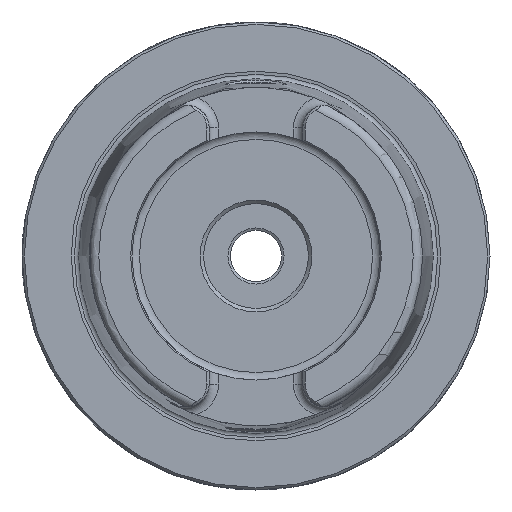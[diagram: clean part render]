
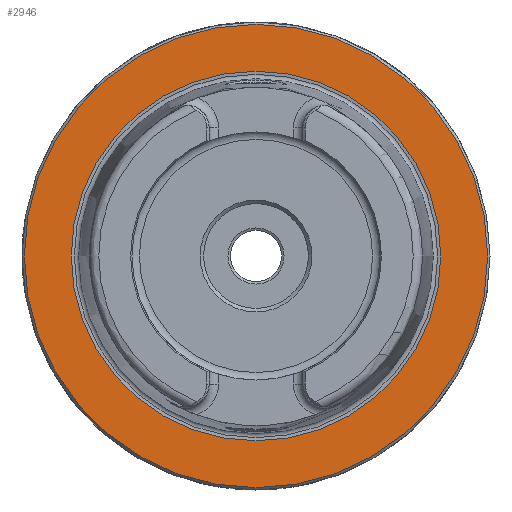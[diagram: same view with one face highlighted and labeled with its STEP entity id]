
A CAD part, left-side view. The second image highlights one B-rep face of the part: STEP entity #2946.
In plain terms, the highlighted planar face has unit normal (-1, 0, 0).
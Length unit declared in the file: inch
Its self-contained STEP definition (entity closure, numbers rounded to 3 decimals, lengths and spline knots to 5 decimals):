
#86=FACE_BOUND('',#516,.T.);
#242=PLANE('',#3190);
#348=FACE_OUTER_BOUND('',#515,.T.);
#515=EDGE_LOOP('',(#2286));
#516=EDGE_LOOP('',(#2287,#2288));
#975=CIRCLE('',#3189,1.94882);
#976=CIRCLE('',#3191,1.55442);
#977=CIRCLE('',#3192,1.55442);
#1270=VERTEX_POINT('',#6143);
#1271=VERTEX_POINT('',#6147);
#1272=VERTEX_POINT('',#6148);
#1641=EDGE_CURVE('',#1270,#1270,#975,.T.);
#1642=EDGE_CURVE('',#1271,#1272,#976,.T.);
#1643=EDGE_CURVE('',#1272,#1271,#977,.T.);
#2286=ORIENTED_EDGE('',*,*,#1641,.F.);
#2287=ORIENTED_EDGE('',*,*,#1642,.T.);
#2288=ORIENTED_EDGE('',*,*,#1643,.T.);
#2946=ADVANCED_FACE('',(#348,#86),#242,.T.);
#3189=AXIS2_PLACEMENT_3D('',#6145,#3753,#3754);
#3190=AXIS2_PLACEMENT_3D('',#6146,#3755,#3756);
#3191=AXIS2_PLACEMENT_3D('',#6149,#3757,#3758);
#3192=AXIS2_PLACEMENT_3D('',#6150,#3759,#3760);
#3753=DIRECTION('center_axis',(1.,0.,0.));
#3754=DIRECTION('ref_axis',(0.,-1.,0.));
#3755=DIRECTION('center_axis',(-1.,0.,0.));
#3756=DIRECTION('ref_axis',(0.,0.,1.));
#3757=DIRECTION('center_axis',(1.,0.,0.));
#3758=DIRECTION('ref_axis',(0.,1.,0.));
#3759=DIRECTION('center_axis',(1.,0.,0.));
#3760=DIRECTION('ref_axis',(0.,1.,0.));
#6143=CARTESIAN_POINT('',(0.,1.94882,0.));
#6145=CARTESIAN_POINT('Origin',(0.,0.,0.));
#6146=CARTESIAN_POINT('Origin',(0.,0.98425,0.));
#6147=CARTESIAN_POINT('',(0.,1.55442,0.));
#6148=CARTESIAN_POINT('',(0.,-1.55442,0.));
#6149=CARTESIAN_POINT('Origin',(0.,0.,0.));
#6150=CARTESIAN_POINT('Origin',(0.,0.,0.));
